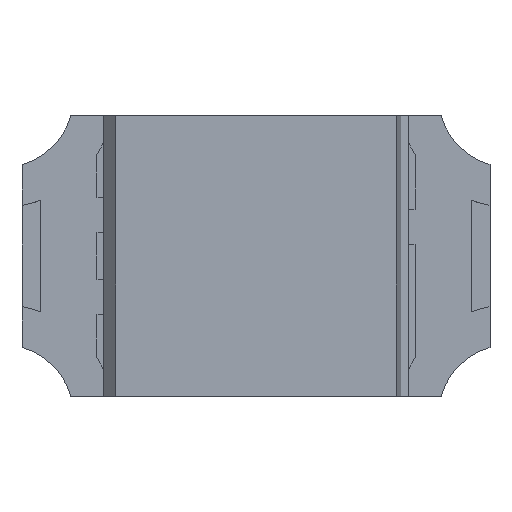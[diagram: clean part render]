
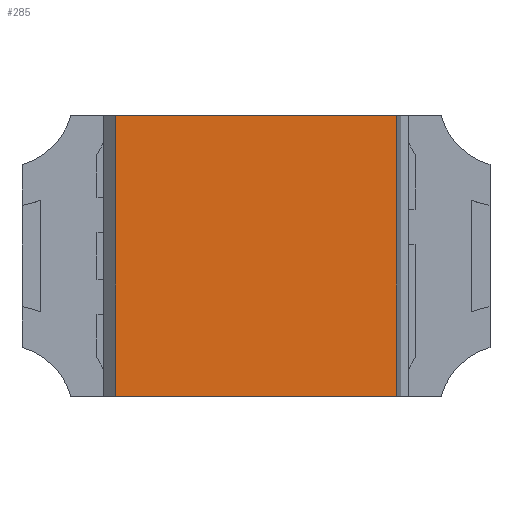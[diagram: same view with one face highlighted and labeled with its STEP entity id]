
A CAD part, top view. The second image highlights one B-rep face of the part: STEP entity #285.
In plain terms, the highlighted planar face has unit normal (0, 0, 1).
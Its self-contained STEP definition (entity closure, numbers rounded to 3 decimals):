
#119 = VERTEX_POINT('',#120);
#120 = CARTESIAN_POINT('',(0.3,-0.3,0.2));
#126 = EDGE_CURVE('',#127,#119,#129,.T.);
#127 = VERTEX_POINT('',#128);
#128 = CARTESIAN_POINT('',(-0.3,-0.3,0.2));
#129 = LINE('',#130,#131);
#130 = CARTESIAN_POINT('',(-0.3,-0.3,0.2));
#131 = VECTOR('',#132,1.);
#132 = DIRECTION('',(1.,0.,0.));
#183 = VERTEX_POINT('',#184);
#184 = CARTESIAN_POINT('',(-0.3,0.3,0.2));
#190 = EDGE_CURVE('',#183,#191,#193,.T.);
#191 = VERTEX_POINT('',#192);
#192 = CARTESIAN_POINT('',(0.3,0.3,0.2));
#193 = LINE('',#194,#195);
#194 = CARTESIAN_POINT('',(-0.3,0.3,0.2));
#195 = VECTOR('',#196,1.);
#196 = DIRECTION('',(1.,0.,0.));
#239 = EDGE_CURVE('',#183,#127,#240,.T.);
#240 = LINE('',#241,#242);
#241 = CARTESIAN_POINT('',(-0.3,0.3,0.2));
#242 = VECTOR('',#243,1.);
#243 = DIRECTION('',(0.,-1.,0.));
#275 = EDGE_CURVE('',#191,#119,#276,.T.);
#276 = LINE('',#277,#278);
#277 = CARTESIAN_POINT('',(0.3,0.3,0.2));
#278 = VECTOR('',#279,1.);
#279 = DIRECTION('',(0.,-1.,0.));
#285 = ADVANCED_FACE('',(#286),#292,.F.);
#286 = FACE_BOUND('',#287,.T.);
#287 = EDGE_LOOP('',(#288,#289,#290,#291));
#288 = ORIENTED_EDGE('',*,*,#126,.T.);
#289 = ORIENTED_EDGE('',*,*,#275,.F.);
#290 = ORIENTED_EDGE('',*,*,#190,.F.);
#291 = ORIENTED_EDGE('',*,*,#239,.T.);
#292 = PLANE('',#293);
#293 = AXIS2_PLACEMENT_3D('',#294,#295,#296);
#294 = CARTESIAN_POINT('',(-0.3,0.3,0.2));
#295 = DIRECTION('',(0.,0.,-1.));
#296 = DIRECTION('',(-1.,0.,0.));
